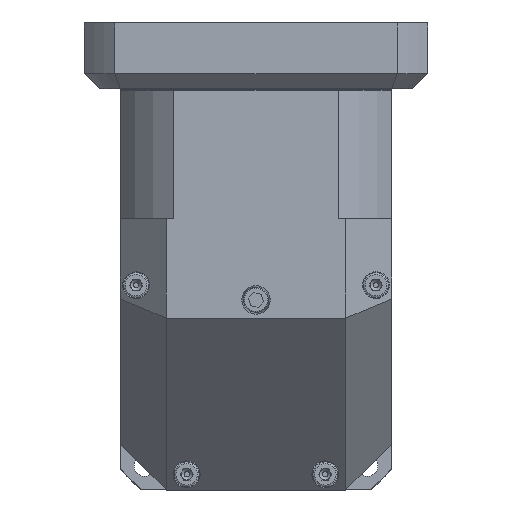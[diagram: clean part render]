
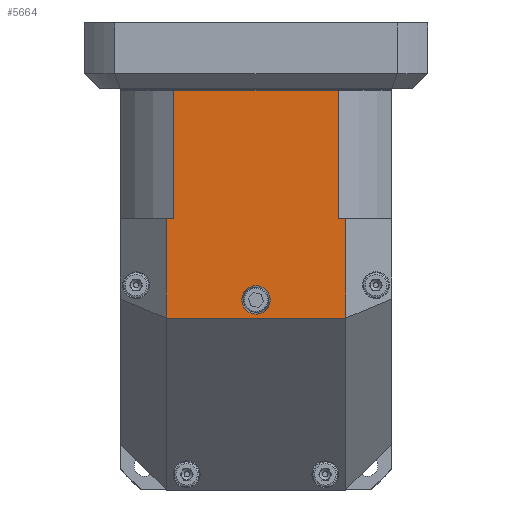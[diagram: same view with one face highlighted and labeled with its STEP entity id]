
A CAD part, front view. The second image highlights one B-rep face of the part: STEP entity #5664.
In plain terms, the highlighted planar face has unit normal (0, -1, 0).
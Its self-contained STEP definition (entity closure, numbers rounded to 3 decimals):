
#206=CARTESIAN_POINT('',(0.0,-71.0,21.059));
#207=VERTEX_POINT('',#206);
#208=CARTESIAN_POINT('',(0.0,-71.0,28.5));
#209=DIRECTION('',(0.0,-1.0,0.0));
#210=DIRECTION('',(0.0,0.0,-1.0));
#211=AXIS2_PLACEMENT_3D('',#208,#209,#210);
#212=CIRCLE('',#211,7.441);
#213=EDGE_CURVE('',#207,#207,#212,.T.);
#5590=CARTESIAN_POINT('',(-71.0,-71.0,138.5));
#5591=DIRECTION('',(0.0,-1.0,0.0));
#5592=DIRECTION('',(0.0,0.0,-1.0));
#5593=AXIS2_PLACEMENT_3D('',#5590,#5591,#5592);
#5594=PLANE('',#5593);
#5595=CARTESIAN_POINT('',(42.988,-71.0,71.));
#5596=VERTEX_POINT('',#5595);
#5597=CARTESIAN_POINT('',(42.988,-71.0,138.2));
#5598=VERTEX_POINT('',#5597);
#5599=CARTESIAN_POINT('',(42.988,-71.0,71.));
#5600=DIRECTION('',(0.0,0.0,1.0));
#5601=VECTOR('',#5600,67.2);
#5602=LINE('',#5599,#5601);
#5603=EDGE_CURVE('',#5596,#5598,#5602,.T.);
#5604=ORIENTED_EDGE('',*,*,#5603,.T.);
#5605=CARTESIAN_POINT('',(-42.988,-71.0,138.2));
#5606=VERTEX_POINT('',#5605);
#5607=CARTESIAN_POINT('',(42.988,-71.0,138.2));
#5608=DIRECTION('',(-1.0,0.0,0.0));
#5609=VECTOR('',#5608,85.977);
#5610=LINE('',#5607,#5609);
#5611=EDGE_CURVE('',#5598,#5606,#5610,.T.);
#5612=ORIENTED_EDGE('',*,*,#5611,.T.);
#5613=CARTESIAN_POINT('',(-42.988,-71.0,71.));
#5614=VERTEX_POINT('',#5613);
#5615=CARTESIAN_POINT('',(-42.988,-71.0,71.));
#5616=DIRECTION('',(0.0,0.0,1.0));
#5617=VECTOR('',#5616,67.2);
#5618=LINE('',#5615,#5617);
#5619=EDGE_CURVE('',#5614,#5606,#5618,.T.);
#5620=ORIENTED_EDGE('',*,*,#5619,.F.);
#5621=CARTESIAN_POINT('',(-47.,-71.,71.));
#5622=VERTEX_POINT('',#5621);
#5623=CARTESIAN_POINT('',(-42.988,-71.0,71.));
#5624=DIRECTION('',(-1.0,0.0,0.0));
#5625=VECTOR('',#5624,4.012);
#5626=LINE('',#5623,#5625);
#5627=EDGE_CURVE('',#5614,#5622,#5626,.T.);
#5628=ORIENTED_EDGE('',*,*,#5627,.T.);
#5629=CARTESIAN_POINT('',(-47.,-71.0,19.));
#5630=VERTEX_POINT('',#5629);
#5631=CARTESIAN_POINT('',(-47.,-71.0,71.));
#5632=DIRECTION('',(0.0,0.0,-1.0));
#5633=VECTOR('',#5632,52.);
#5634=LINE('',#5631,#5633);
#5635=EDGE_CURVE('',#5622,#5630,#5634,.T.);
#5636=ORIENTED_EDGE('',*,*,#5635,.T.);
#5637=CARTESIAN_POINT('',(47.,-71.0,19.));
#5638=VERTEX_POINT('',#5637);
#5639=CARTESIAN_POINT('',(-47.,-71.0,19.));
#5640=DIRECTION('',(1.0,0.0,0.0));
#5641=VECTOR('',#5640,94.);
#5642=LINE('',#5639,#5641);
#5643=EDGE_CURVE('',#5630,#5638,#5642,.T.);
#5644=ORIENTED_EDGE('',*,*,#5643,.T.);
#5645=CARTESIAN_POINT('',(47.,-71.0,71.));
#5646=VERTEX_POINT('',#5645);
#5647=CARTESIAN_POINT('',(47.,-71.0,19.));
#5648=DIRECTION('',(0.0,0.0,1.0));
#5649=VECTOR('',#5648,52.);
#5650=LINE('',#5647,#5649);
#5651=EDGE_CURVE('',#5638,#5646,#5650,.T.);
#5652=ORIENTED_EDGE('',*,*,#5651,.T.);
#5653=CARTESIAN_POINT('',(47.,-71.0,71.));
#5654=DIRECTION('',(-1.0,0.0,0.0));
#5655=VECTOR('',#5654,4.012);
#5656=LINE('',#5653,#5655);
#5657=EDGE_CURVE('',#5646,#5596,#5656,.T.);
#5658=ORIENTED_EDGE('',*,*,#5657,.T.);
#5659=EDGE_LOOP('',(#5604,#5612,#5620,#5628,#5636,#5644,#5652,#5658));
#5660=FACE_OUTER_BOUND('',#5659,.T.);
#5661=ORIENTED_EDGE('',*,*,#213,.F.);
#5662=EDGE_LOOP('',(#5661));
#5663=FACE_BOUND('',#5662,.T.);
#5664=ADVANCED_FACE('',(#5660,#5663),#5594,.T.);
